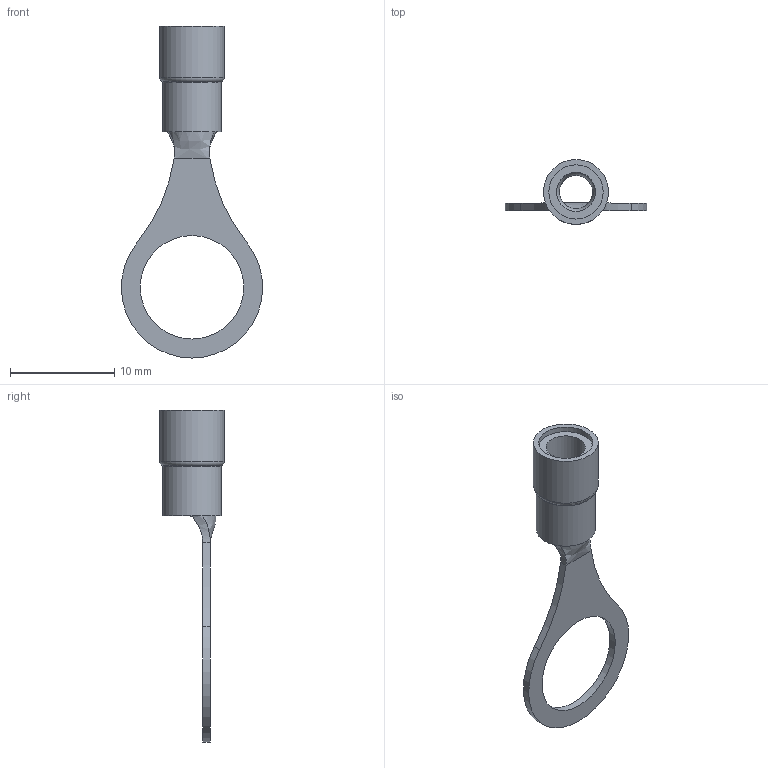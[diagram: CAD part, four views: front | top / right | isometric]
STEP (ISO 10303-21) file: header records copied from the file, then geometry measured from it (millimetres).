
FILE_DESCRIPTION(/* description */ (''),/* implementation_level */ '2;1');
FILE_NAME(/* name */ 'point 39 round blue.stp',/* time_stamp */ '2013-07-20T20:10:58-04:00',/* author */ ('Saville'),/* organization */ (''),/* preprocessor_version */ 'ST-DEVELOPER v15.2',/* originating_system */ 'Autodesk Inventor 2014',/* authorisation */ '');
FILE_SCHEMA (('AUTOMOTIVE_DESIGN { 1 0 10303 214 3 1 1 }'));
Length unit declared in the file: inch
Products named in the file (1): point 39 round blue
Bounding box: 13.56 x 6.22 x 31.85 mm (x, y, z)
Volume: 259.8 mm3; surface area: 916.9 mm2
Topology: 2 solids, 2 shells, 32 faces, 79 edges, 50 vertices
Faces by surface type: cylinder 12, bspline 8, plane 6, torus 5, cone 1
Full cylindrical faces by diameter (mm): 3.2 x1, 3.759 x1, 4.648 x2, 5.207 x2, 5.664 x1, 6.223 x1, 9.931 x1
Entity records: 1114 total; most frequent: CARTESIAN_POINT 415, DIRECTION 130, ORIENTED_EDGE 120, EDGE_CURVE 60, AXIS2_PLACEMENT_3D 59, EDGE_LOOP 52, VERTEX_POINT 46, CIRCLE 34
